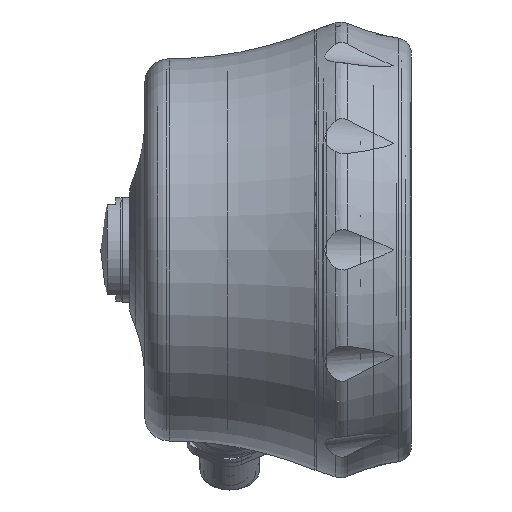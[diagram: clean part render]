
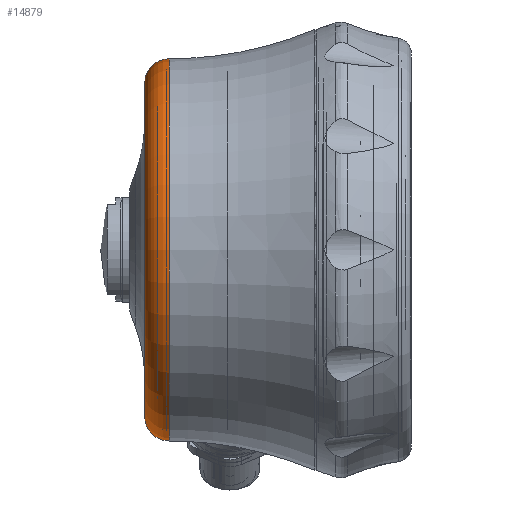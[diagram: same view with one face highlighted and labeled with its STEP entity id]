
A CAD part, front view. The second image highlights one B-rep face of the part: STEP entity #14879.
In plain terms, the highlighted toroidal (fillet/blend) face has major radius 33.267 mm and minor radius 4.9 mm.
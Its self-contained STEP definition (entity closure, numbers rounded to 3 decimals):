
#165=TOROIDAL_SURFACE('',#15854,33.266,4.9);
#3663=ORIENTED_EDGE('',*,*,#5611,.T.);
#3664=ORIENTED_EDGE('',*,*,#5615,.F.);
#5611=EDGE_CURVE('',#6788,#6788,#7423,.T.);
#5615=EDGE_CURVE('',#6791,#6791,#7427,.T.);
#6788=VERTEX_POINT('',#22965);
#6791=VERTEX_POINT('',#22976);
#7423=CIRCLE('',#15847,33.266);
#7427=CIRCLE('',#15855,38.166);
#8260=EDGE_LOOP('',(#3663));
#8261=EDGE_LOOP('',(#3664));
#9187=FACE_BOUND('',#8260,.T.);
#9188=FACE_BOUND('',#8261,.T.);
#14879=ADVANCED_FACE('',(#9187,#9188),#165,.T.);
#15847=AXIS2_PLACEMENT_3D('',#22964,#18201,#18202);
#15854=AXIS2_PLACEMENT_3D('',#22974,#18215,#18216);
#15855=AXIS2_PLACEMENT_3D('',#22975,#18217,#18218);
#18201=DIRECTION('',(1.,0.,0.));
#18202=DIRECTION('',(0.,1.,0.));
#18215=DIRECTION('',(1.,0.,0.));
#18216=DIRECTION('',(0.,-1.,0.006));
#18217=DIRECTION('',(1.,0.,0.));
#18218=DIRECTION('',(0.,-1.,0.));
#22964=CARTESIAN_POINT('',(-19.,-87.4,0.));
#22965=CARTESIAN_POINT('',(-19.,-54.134,0.));
#22974=CARTESIAN_POINT('',(-14.1,-87.4,0.));
#22975=CARTESIAN_POINT('',(-14.1,-87.4,0.));
#22976=CARTESIAN_POINT('',(-14.1,-125.566,0.));
